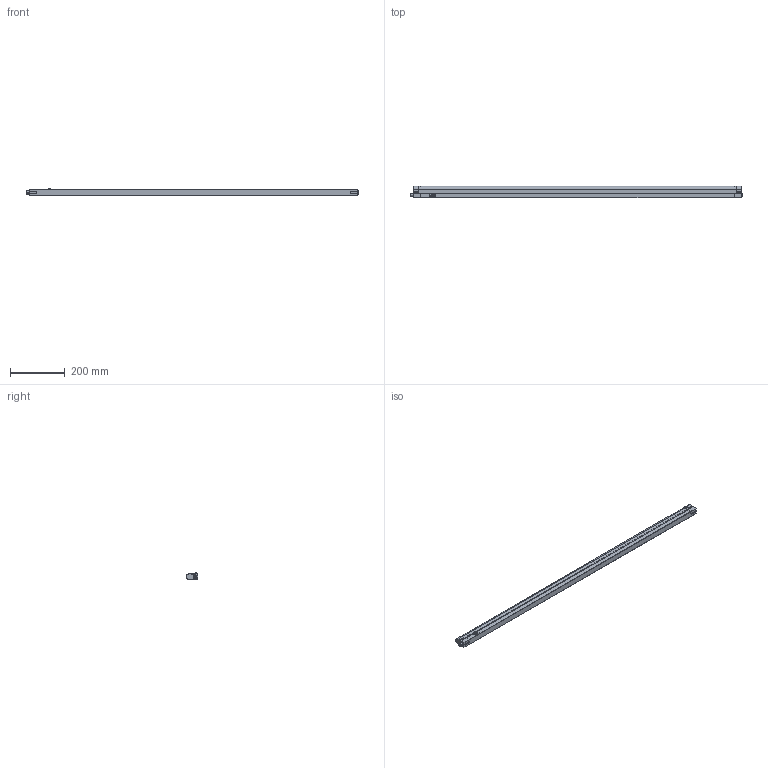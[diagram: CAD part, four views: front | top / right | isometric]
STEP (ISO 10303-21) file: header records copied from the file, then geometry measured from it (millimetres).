
FILE_DESCRIPTION (( 'STEP AP203' ), '1' );
FILE_NAME ('LLPO0-2001-1-28-K01 Ñâåòèëüíèê ËÏÎ2001 28Âò 230Â T5_G5 ÈÝÊ.STEP', '2017-06-28T11:47:33', ( '' ), ( '' ), 'SwSTEP 2.0', 'SolidWorks 2014', '' );
FILE_SCHEMA (( 'CONFIG_CONTROL_DESIGN' ));
Length unit declared in the file: millimetre
Products named in the file (1): LLPO0-2001-1-28-K01 Ñâåòèëüíèê ËÏÎ2001 28Âò 230Â T5_G5 ÈÝÊ
Bounding box: 1216 x 43 x 27.88 mm (x, y, z)
Volume: 874556.2 mm3; surface area: 315404.8 mm2
Topology: 1 solids, 1 shells, 263 faces, 654 edges, 394 vertices
Faces by surface type: cylinder 107, plane 106, sphere 26, torus 20, bspline 4
Full cylindrical faces by diameter (mm): 2 x2, 16 x1
Entity records: 8013 total; most frequent: CARTESIAN_POINT 1604, DIRECTION 1426, ORIENTED_EDGE 1282, EDGE_CURVE 641, AXIS2_PLACEMENT_3D 540, VERTEX_POINT 388, LINE 346, VECTOR 346
